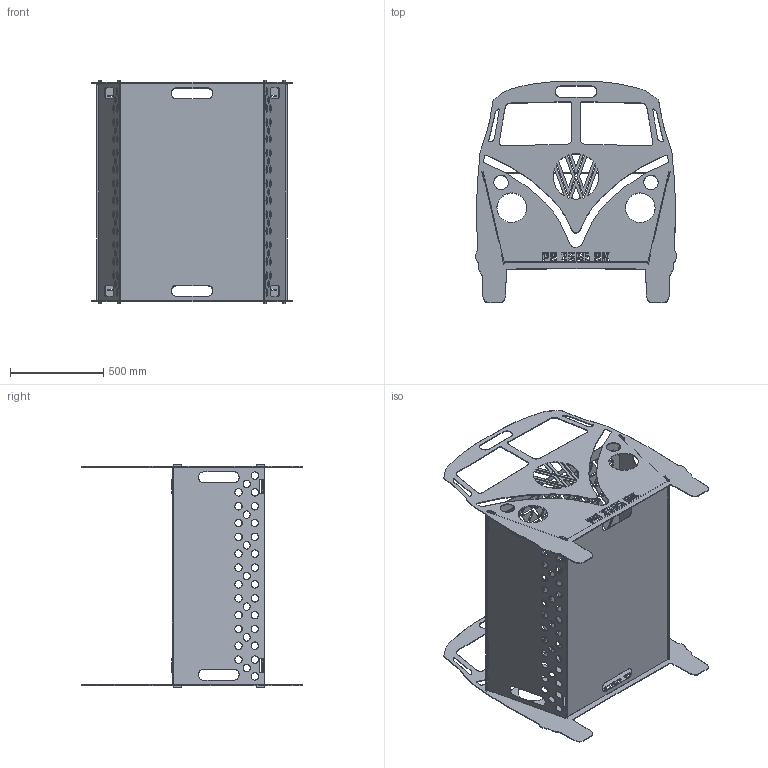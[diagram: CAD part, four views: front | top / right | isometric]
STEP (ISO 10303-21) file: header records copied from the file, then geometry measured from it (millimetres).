
FILE_DESCRIPTION(('FreeCAD Model'),'2;1');
FILE_NAME('Open CASCADE Shape Model','2025-04-30T19:02:11',('FreeCAD'),( 'FreeCAD'),'Open CASCADE STEP processor 7.6','FreeCAD','Unknown');
FILE_SCHEMA(('AUTOMOTIVE_DESIGN { 1 0 10303 214 1 1 1 1 }'));
Products named in the file (1): Open CASCADE STEP translator 7.6 1
Bounding box: 1079.4 x 1186.33 x 1199.65 mm (x, y, z)
Volume: 18584885.7 mm3; surface area: 8801976.4 mm2
Topology: 6 solids, 6 shells, 2556 faces, 7632 edges, 5088 vertices
Faces by surface type: bspline 2556
Entity records: 81332 total; most frequent: CARTESIAN_POINT 38081, ORIENTED_EDGE 15264, EDGE_CURVE 7632, B_SPLINE_CURVE_WITH_KNOTS 5104, VERTEX_POINT 5088, FACE_BOUND 3144, EDGE_LOOP 3144, ADVANCED_FACE 2556
